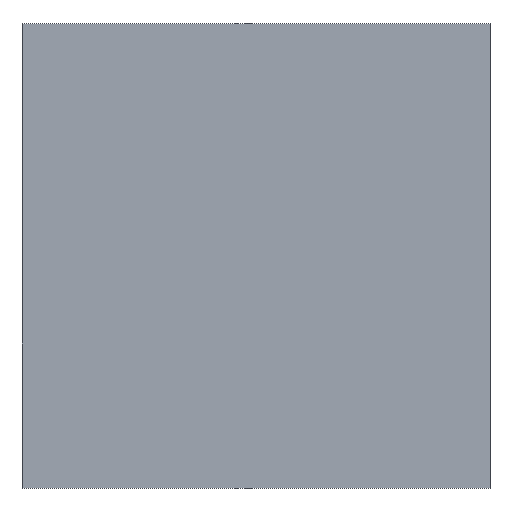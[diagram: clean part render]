
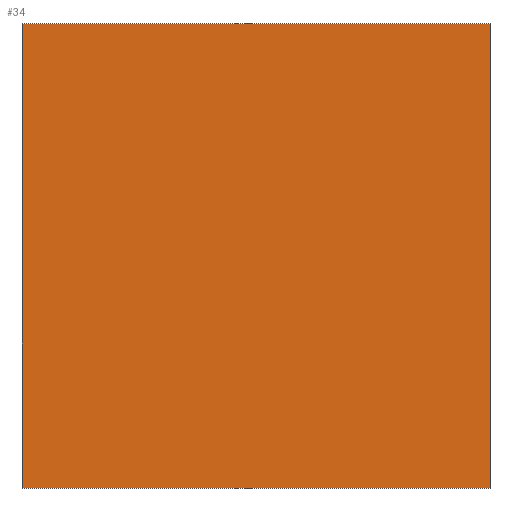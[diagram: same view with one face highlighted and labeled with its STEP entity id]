
A CAD part, top view. The second image highlights one B-rep face of the part: STEP entity #34.
In plain terms, the highlighted planar face has unit normal (0, 0, 1).
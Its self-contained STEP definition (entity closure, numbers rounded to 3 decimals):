
#3 = ORIENTED_EDGE ( 'NONE', *, *, #120, .T. ) ;
#9 = EDGE_CURVE ( 'NONE', #213, #36, #50, .T. ) ;
#15 = CARTESIAN_POINT ( 'NONE',  ( 28.039, -14.861, 8.883 ) ) ;
#27 = PLANE ( 'NONE',  #104 ) ;
#29 = EDGE_CURVE ( 'NONE', #36, #134, #157, .T. ) ;
#34 = ADVANCED_FACE ( 'NONE', ( #125 ), #27, .F. ) ;
#36 = VERTEX_POINT ( 'NONE', #58 ) ;
#50 = LINE ( 'NONE', #15, #106 ) ;
#55 = DIRECTION ( 'NONE',  ( -1., 0., 0. ) ) ;
#58 = CARTESIAN_POINT ( 'NONE',  ( 28.039, -25.861, 8.883 ) ) ;
#61 = VECTOR ( 'NONE', #173, 1000. ) ;
#67 = DIRECTION ( 'NONE',  ( -1., 0., 0. ) ) ;
#72 = LINE ( 'NONE', #188, #61 ) ;
#84 = LINE ( 'NONE', #221, #85 ) ;
#85 = VECTOR ( 'NONE', #67, 1000. ) ;
#94 = CARTESIAN_POINT ( 'NONE',  ( 0., 0., 8.883 ) ) ;
#95 = CARTESIAN_POINT ( 'NONE',  ( 28.039, -14.861, 8.883 ) ) ;
#96 = CARTESIAN_POINT ( 'NONE',  ( 28.039, -25.861, 8.883 ) ) ;
#102 = EDGE_LOOP ( 'NONE', ( #105, #3, #158, #216 ) ) ;
#104 = AXIS2_PLACEMENT_3D ( 'NONE', #94, #229, #55 ) ;
#105 = ORIENTED_EDGE ( 'NONE', *, *, #9, .F. ) ;
#106 = VECTOR ( 'NONE', #179, 1000. ) ;
#112 = EDGE_CURVE ( 'NONE', #132, #134, #72, .T. ) ;
#120 = EDGE_CURVE ( 'NONE', #213, #132, #84, .T. ) ;
#125 = FACE_OUTER_BOUND ( 'NONE', #102, .T. ) ;
#132 = VERTEX_POINT ( 'NONE', #152 ) ;
#133 = CARTESIAN_POINT ( 'NONE',  ( 16.959, -25.861, 8.883 ) ) ;
#134 = VERTEX_POINT ( 'NONE', #133 ) ;
#152 = CARTESIAN_POINT ( 'NONE',  ( 16.959, -14.861, 8.883 ) ) ;
#157 = LINE ( 'NONE', #96, #227 ) ;
#158 = ORIENTED_EDGE ( 'NONE', *, *, #112, .T. ) ;
#173 = DIRECTION ( 'NONE',  ( 0., -1., 0. ) ) ;
#179 = DIRECTION ( 'NONE',  ( 0., -1., 0. ) ) ;
#188 = CARTESIAN_POINT ( 'NONE',  ( 16.959, -14.861, 8.883 ) ) ;
#213 = VERTEX_POINT ( 'NONE', #95 ) ;
#216 = ORIENTED_EDGE ( 'NONE', *, *, #29, .F. ) ;
#221 = CARTESIAN_POINT ( 'NONE',  ( 28.039, -14.861, 8.883 ) ) ;
#227 = VECTOR ( 'NONE', #232, 1000. ) ;
#229 = DIRECTION ( 'NONE',  ( 0., 0., -1. ) ) ;
#232 = DIRECTION ( 'NONE',  ( -1., 0., 0. ) ) ;
